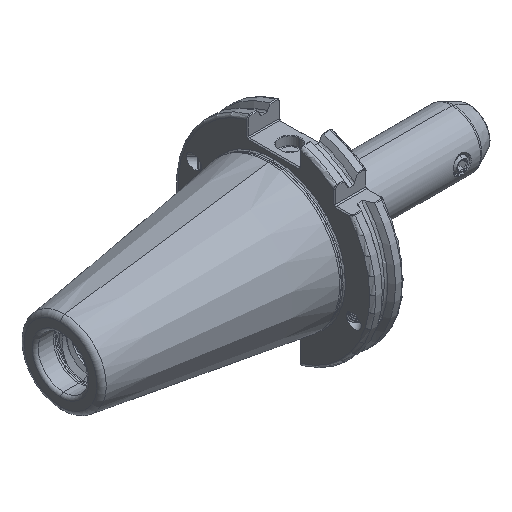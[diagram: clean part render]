
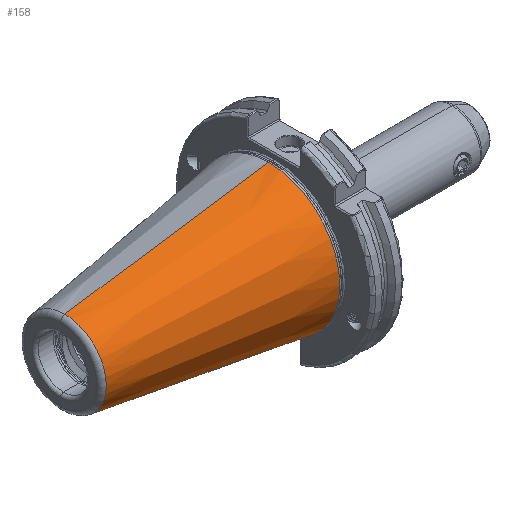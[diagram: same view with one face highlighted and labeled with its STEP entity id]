
A CAD part, isometric view. The second image highlights one B-rep face of the part: STEP entity #158.
In plain terms, the highlighted conical face has half-angle 8.297 degrees and reference radius 35.392 mm.
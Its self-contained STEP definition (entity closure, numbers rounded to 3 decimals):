
#158 = ADVANCED_FACE ( 'NONE', ( #6489 ), #6641, .T. ) ;
#1457 = AXIS2_PLACEMENT_3D ( 'NONE', #22889, #22923, #22911 ) ;
#1621 = AXIS2_PLACEMENT_3D ( 'NONE', #4365, #4371, #4374 ) ;
#1662 = AXIS2_PLACEMENT_3D ( 'NONE', #17575, #17609, #17529 ) ;
#2005 = EDGE_CURVE ( 'NONE', #7118, #7124, #14122, .T. ) ;
#2045 = EDGE_CURVE ( 'NONE', #7002, #7036, #14129, .T. ) ;
#4365 = CARTESIAN_POINT ( 'NONE',  ( -102.811, 0., 0. ) ) ;
#4371 = DIRECTION ( 'NONE',  ( 1., 0., 0. ) ) ;
#4374 = DIRECTION ( 'NONE',  ( 0., 0., 1. ) ) ;
#4542 = EDGE_LOOP ( 'NONE', ( #22326, #22362, #22222, #22371, #22251 ) ) ;
#4675 = EDGE_CURVE ( 'NONE', #7012, #7002, #13790, .T. ) ;
#4696 = EDGE_CURVE ( 'NONE', #7124, #7036, #13859, .T. ) ;
#4717 = EDGE_CURVE ( 'NONE', #7118, #7012, #13860, .T. ) ;
#6489 = FACE_OUTER_BOUND ( 'NONE', #4542, .T. ) ;
#6641 = CONICAL_SURFACE ( 'NONE', #16658, 35.392, 0.145 ) ;
#7002 = VERTEX_POINT ( 'NONE', #27207 ) ;
#7012 = VERTEX_POINT ( 'NONE', #27174 ) ;
#7036 = VERTEX_POINT ( 'NONE', #27155 ) ;
#7118 = VERTEX_POINT ( 'NONE', #27237 ) ;
#7124 = VERTEX_POINT ( 'NONE', #27232 ) ;
#9709 = DIRECTION ( 'NONE',  ( 1., 0., 0. ) ) ;
#9710 = DIRECTION ( 'NONE',  ( 0., 0., -1. ) ) ;
#9726 = CARTESIAN_POINT ( 'NONE',  ( 0., 0., 0. ) ) ;
#13790 = CIRCLE ( 'NONE', #1457, 35.027 ) ;
#13847 = VECTOR ( 'NONE', #22987, 1000. ) ;
#13859 = LINE ( 'NONE', #22983, #13847 ) ;
#13860 = LINE ( 'NONE', #28064, #13862 ) ;
#13862 = VECTOR ( 'NONE', #28035, 1000. ) ;
#14122 = CIRCLE ( 'NONE', #1621, 20.399 ) ;
#14129 = CIRCLE ( 'NONE', #1662, 35.027 ) ;
#16658 = AXIS2_PLACEMENT_3D ( 'NONE', #9726, #9709, #9710 ) ;
#17529 = DIRECTION ( 'NONE',  ( 0., 1., 0. ) ) ;
#17575 = CARTESIAN_POINT ( 'NONE',  ( -2.5, 0., 0. ) ) ;
#17609 = DIRECTION ( 'NONE',  ( 1., 0., 0. ) ) ;
#22222 = ORIENTED_EDGE ( 'NONE', *, *, #4696, .T. ) ;
#22251 = ORIENTED_EDGE ( 'NONE', *, *, #4675, .F. ) ;
#22326 = ORIENTED_EDGE ( 'NONE', *, *, #4717, .F. ) ;
#22362 = ORIENTED_EDGE ( 'NONE', *, *, #2005, .T. ) ;
#22371 = ORIENTED_EDGE ( 'NONE', *, *, #2045, .F. ) ;
#22889 = CARTESIAN_POINT ( 'NONE',  ( -2.5, 0., 0. ) ) ;
#22911 = DIRECTION ( 'NONE',  ( 0., 1., 0. ) ) ;
#22923 = DIRECTION ( 'NONE',  ( 1., 0., 0. ) ) ;
#22983 = CARTESIAN_POINT ( 'NONE',  ( 0., 0., -35.392 ) ) ;
#22987 = DIRECTION ( 'NONE',  ( 0.99, 0., -0.144 ) ) ;
#27155 = CARTESIAN_POINT ( 'NONE',  ( -2.5, 0., -35.027 ) ) ;
#27174 = CARTESIAN_POINT ( 'NONE',  ( -2.5, 0., 35.027 ) ) ;
#27207 = CARTESIAN_POINT ( 'NONE',  ( -2.5, -35.027, 0. ) ) ;
#27232 = CARTESIAN_POINT ( 'NONE',  ( -102.811, 0., -20.399 ) ) ;
#27237 = CARTESIAN_POINT ( 'NONE',  ( -102.811, 0., 20.399 ) ) ;
#28035 = DIRECTION ( 'NONE',  ( 0.99, 0., 0.144 ) ) ;
#28064 = CARTESIAN_POINT ( 'NONE',  ( 0., 0., 35.392 ) ) ;
